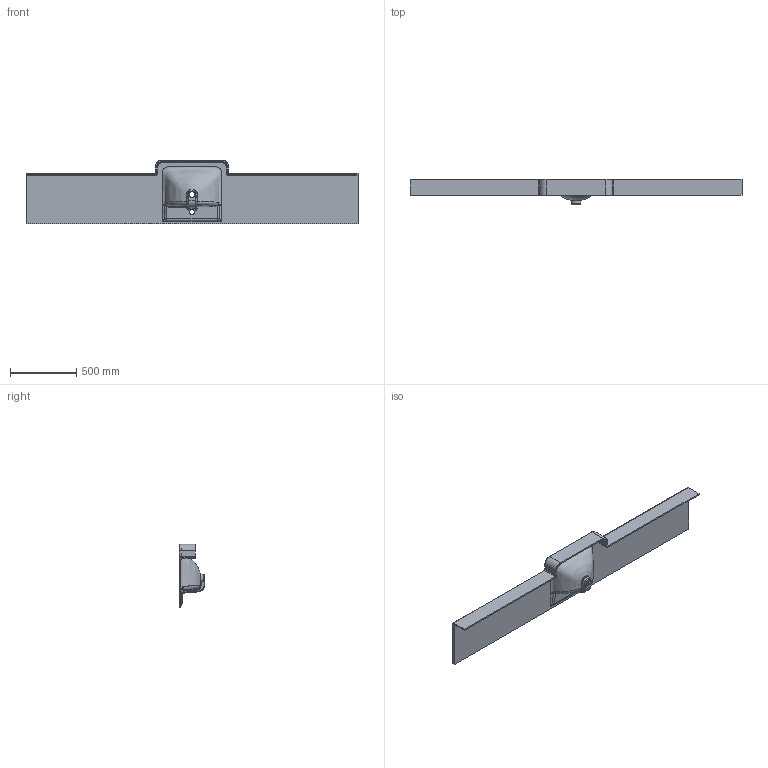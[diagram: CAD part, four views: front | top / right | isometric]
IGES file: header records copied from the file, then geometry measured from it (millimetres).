
Start section: SolidWorks IGES file using analytic representation for surfaces
Global section: file name: RENOVA_Nr_1_PRO.IGS; native system: SolidWorks 2020; preprocessor: SolidWorks 2020; author: antoine.holtz; date: 211116.131908; units: millimetre
Bounding box: 2500 x 191.94 x 480 mm (x, y, z)
Surface area: 2810501.3 mm2 (no closed solid volume)
Topology: 0 solids, 0 shells, 175 faces, 2465 edges, 2453 vertices
Faces by surface type: bspline 110, revolution 65
